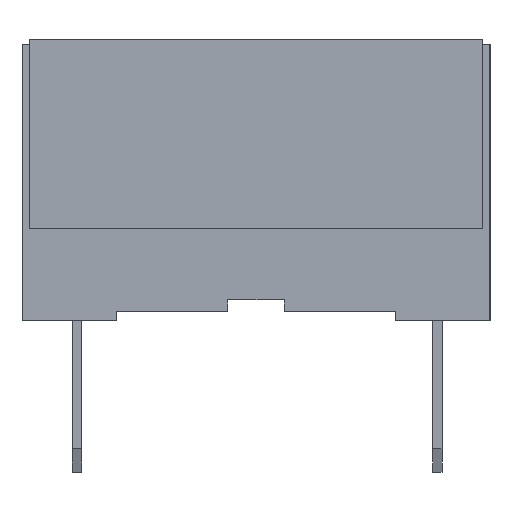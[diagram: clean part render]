
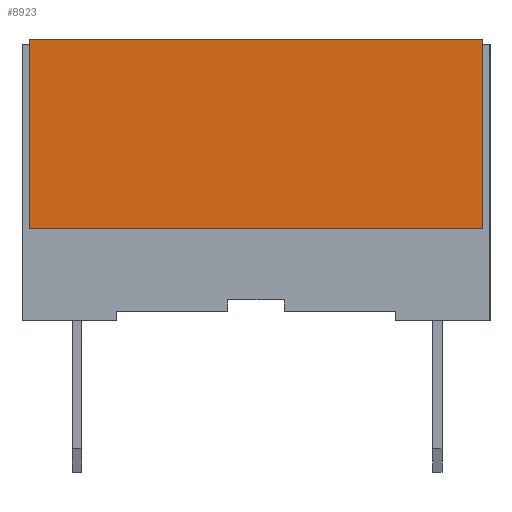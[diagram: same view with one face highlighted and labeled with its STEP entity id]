
A CAD part, left-side view. The second image highlights one B-rep face of the part: STEP entity #8923.
In plain terms, the highlighted planar face has unit normal (-1, 0, 0).
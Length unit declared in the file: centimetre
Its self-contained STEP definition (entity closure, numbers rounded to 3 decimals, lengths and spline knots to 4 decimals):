
#637=FACE_OUTER_BOUND('',#1135,.T.);
#1135=EDGE_LOOP('',(#8028,#8029,#8030,#8031));
#2295=LINE('',#14251,#3463);
#2300=LINE('',#14260,#3468);
#2301=LINE('',#14263,#3469);
#2302=LINE('',#14264,#3470);
#3463=VECTOR('',#11712,1.);
#3468=VECTOR('',#11719,1.);
#3469=VECTOR('',#11722,1.);
#3470=VECTOR('',#11723,1.);
#4300=VERTEX_POINT('',#14248);
#4301=VERTEX_POINT('',#14250);
#4304=VERTEX_POINT('',#14258);
#4305=VERTEX_POINT('',#14262);
#5543=EDGE_CURVE('',#4301,#4300,#2295,.T.);
#5548=EDGE_CURVE('',#4304,#4300,#2300,.T.);
#5549=EDGE_CURVE('',#4304,#4305,#2301,.T.);
#5550=EDGE_CURVE('',#4305,#4301,#2302,.T.);
#8028=ORIENTED_EDGE('',*,*,#5543,.T.);
#8029=ORIENTED_EDGE('',*,*,#5548,.F.);
#8030=ORIENTED_EDGE('',*,*,#5549,.T.);
#8031=ORIENTED_EDGE('',*,*,#5550,.T.);
#8465=PLANE('',#9486);
#8923=ADVANCED_FACE('',(#637),#8465,.T.);
#9486=AXIS2_PLACEMENT_3D('',#14261,#11720,#11721);
#11712=DIRECTION('',(0.,0.,-1.));
#11719=DIRECTION('',(0.,1.,0.));
#11720=DIRECTION('center_axis',(-1.,0.,0.));
#11721=DIRECTION('ref_axis',(0.,-1.,0.));
#11722=DIRECTION('',(0.,0.,1.));
#11723=DIRECTION('',(0.,1.,0.));
#14248=CARTESIAN_POINT('',(-1.348,0.48,-0.0975));
#14250=CARTESIAN_POINT('',(-1.348,0.48,0.3025));
#14251=CARTESIAN_POINT('',(-1.348,0.48,-0.0975));
#14258=CARTESIAN_POINT('',(-1.348,-0.48,-0.0975));
#14260=CARTESIAN_POINT('',(-1.348,0.,-0.0975));
#14261=CARTESIAN_POINT('Origin',(-1.348,0.,0.3025));
#14262=CARTESIAN_POINT('',(-1.348,-0.48,0.3025));
#14263=CARTESIAN_POINT('',(-1.348,-0.48,-0.0975));
#14264=CARTESIAN_POINT('',(-1.348,0.,0.3025));
